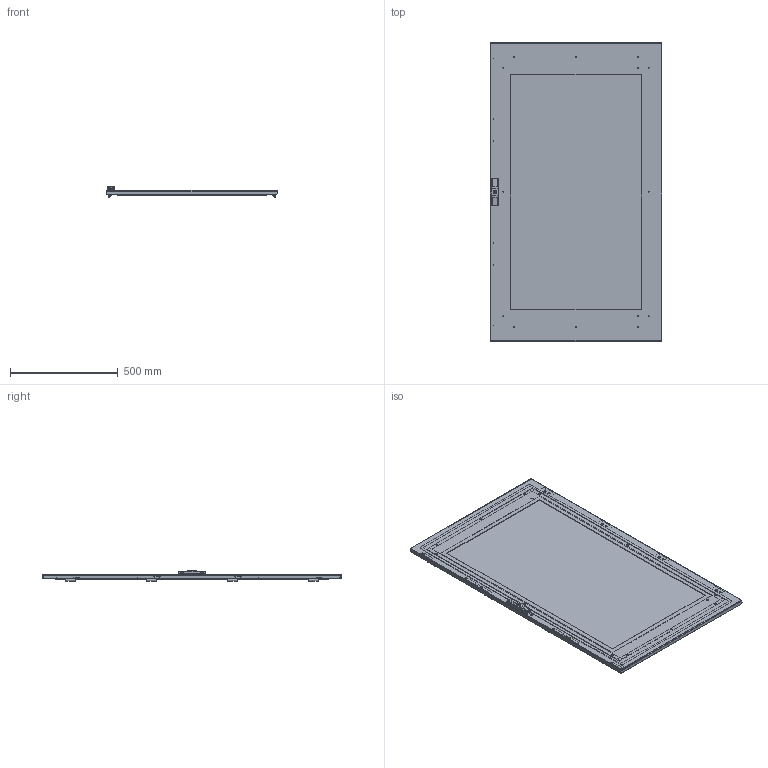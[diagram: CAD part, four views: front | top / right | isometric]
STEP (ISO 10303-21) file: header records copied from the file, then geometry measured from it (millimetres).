
FILE_DESCRIPTION (( 'STEP AP203' ), '1' );
FILE_NAME ('UR24400120804 Äâåðü îáçîðíàÿ RS52 140.80 ÑÏ (000.801.508-02).STEP', '2022-04-08T11:02:28', ( '' ), ( '' ), 'SwSTEP 2.0', 'SolidWorks 2017', '' );
FILE_SCHEMA (( 'CONFIG_CONTROL_DESIGN' ));
Length unit declared in the file: millimetre
Products named in the file (34): Ñêîò÷ äëÿ ñòåêëà äâåðè RS52_02 (140.80); 012-2036 Ïàíåëü äâåðè RS52 140.00_02 (140.80); 000.800.093 Ïëàíêà çàïîðíàÿ_01 (140.00); 037-50 Ïåòëÿ LC3; 048-06 Ïðóæèíà ïåòëè çàæèìíàÿ; 040-196 Ïëàíêà çàïîðíàÿ_01 (140.00); Âèíò ISO 10642 TX_Œ5å16; 000.800.094 Ïëàíêà çàïîðíàÿ_01 (140.00); 028-126 Ñêîáà LC3; 028-98 Ñêîáà; Óïëîòíèòåëü ÏÏÓ äëÿ äâåðêè LC3_05 (140å80); 000.210.557 Îñíîâàíèå äâåðè RS52 140.00_02 (140.80); UR24400120804 Äâåðü îáçîðíàÿ RS52 140.80 ÑÏ (000.801.508-02); 000.231.045 Ðàìà óñèëèâàþùàÿ RS52_07 (140.80); 000.800.061 Ïåòëÿ LC3_‡ ªàëâ®; Âèíò ISO 10642 TX_Œ5å10; Âèíò DIN 7500 C TORX_Œ5å16; 054-201 Ïîïåðå÷èíà äâåðè RS52_02 (00.80); MS896 Çàìîê-íàêëàäêà îñíîâíàÿ äëÿ LC_Žâªàëâ®; 000.800.092 Ïëàíêà çàïîðíàÿ_00 (140.00); 050-42 Âòóëêà ñêðûòîé ïåòëè; 040-195 Ïëàíêà çàïîðíàÿ_01 (140.00); Øïèëüêà çàçåìëåíèÿ CKF CS_Œ6å16; 000.203.276 ﾄ粢 RS52 140.00_02 (140.80); Øïèëüêà ðåçüáîâàÿ Ì6_Œ5å12; 017-45 栺樏鋋_02 (140.80); Øàéáà 6402 Ò_Œ6; Øïèëüêà ðåçüáîâàÿ Ì6_Œ6å12; Ãàéêà øåñòèãðàííàÿ âûñîêàÿ ñàìîñòîïîðÿùàÿñÿ ñ ôëàíöåì ÃÎÑÒ ISO 7043_Œ6; Ãàéêà Ýðèêñîíà Ì5 ñ ïëîñêîé ãîëîâêîé; 029-373 Ñîåäèíèòåëü óãëîâîé ðàìêè äâåðè RS52; 016-90 Øòûðü ïåòëè LC3; 054-200 Ñòîéêà äâåðè RS52_01 (140.00); 040-194 Ïëàíêà çàïîðíàÿ_01 (140.00)
Assembly tree (113 placements, depth 4):
  UR24400120804 Äâåðü îáçîðíàÿ RS52 140.80 ÑÏ (000.801.508-02)
    000.203.276 ﾄ粢 RS52 140.00_02 (140.80)
      000.210.557 Îñíîâàíèå äâåðè RS52 140.00_02 (140.80)
        012-2036 Ïàíåëü äâåðè RS52 140.00_02 (140.80)
        Øïèëüêà çàçåìëåíèÿ CKF CS_Œ6å16  x2
        Øïèëüêà ðåçüáîâàÿ Ì6_Œ5å12  x12
        Øïèëüêà ðåçüáîâàÿ Ì6_Œ6å12  x6
        050-42 Âòóëêà ñêðûòîé ïåòëè  x4
      000.231.045 Ðàìà óñèëèâàþùàÿ RS52_07 (140.80)
        054-200 Ñòîéêà äâåðè RS52_01 (140.00)  x2
        054-201 Ïîïåðå÷èíà äâåðè RS52_02 (00.80)  x2
        029-373 Ñîåäèíèòåëü óãëîâîé ðàìêè äâåðè RS52  x4
        Âèíò DIN 7500 C TORX_Œ5å16  x8
      Ãàéêà Ýðèêñîíà Ì5 ñ ïëîñêîé ãîëîâêîé  x12
      Óïëîòíèòåëü ÏÏÓ äëÿ äâåðêè LC3_05 (140å80)
      MS896 Çàìîê-íàêëàäêà îñíîâíàÿ äëÿ LC_Žâªàëâ®
      Âèíò ISO 10642 TX_Œ5å10  x2
      000.800.092 Ïëàíêà çàïîðíàÿ_00 (140.00)
        040-194 Ïëàíêà çàïîðíàÿ_01 (140.00)
        028-98 Ñêîáà  x2
      000.800.093 Ïëàíêà çàïîðíàÿ_01 (140.00)
        040-195 Ïëàíêà çàïîðíàÿ_01 (140.00)
        028-98 Ñêîáà
      000.800.094 Ïëàíêà çàïîðíàÿ_01 (140.00)
        040-196 Ïëàíêà çàïîðíàÿ_01 (140.00)
        028-98 Ñêîáà
      Ãàéêà øåñòèãðàííàÿ âûñîêàÿ ñàìîñòîïîðÿùàÿñÿ ñ ôëàíöåì ÃÎÑÒ ISO 7043_Œ6  x6
      Øàéáà 6402 Ò_Œ6  x6
      Ñêîò÷ äëÿ ñòåêëà äâåðè RS52_02 (140.80)
      017-45 栺樏鋋_02 (140.80)
    000.800.061 Ïåòëÿ LC3_‡ ªàëâ®  x4
      037-50 Ïåòëÿ LC3
      016-90 Øòûðü ïåòëè LC3
      048-06 Ïðóæèíà ïåòëè çàæèìíàÿ
    028-126 Ñêîáà LC3  x4
    Âèíò ISO 10642 TX_Œ5å16  x16
Bounding box: 796.8 x 1384 x 47.95 mm (x, y, z)
Volume: 4905164.8 mm3; surface area: 3565685 mm2
Topology: 123 solids, 127 shells, 3860 faces, 10173 edges, 6585 vertices
Faces by surface type: cylinder 1663, plane 1475, cone 492, bspline 112, torus 102, sphere 16
Entity records: 46502 total; most frequent: CARTESIAN_POINT 10148, DIRECTION 6589, ORIENTED_EDGE 6150, EDGE_CURVE 3078, AXIS2_PLACEMENT_3D 2446, VERTEX_POINT 1988, LINE 1697, VECTOR 1697
